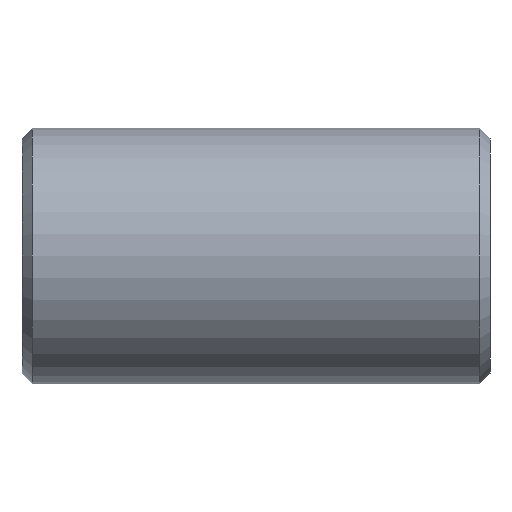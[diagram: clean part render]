
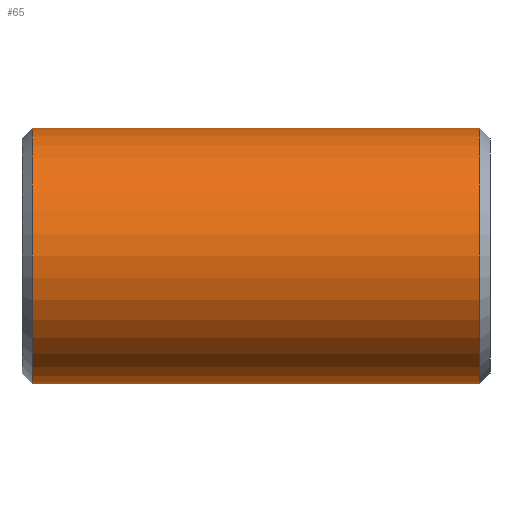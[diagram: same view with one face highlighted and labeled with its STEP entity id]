
A CAD part, front view. The second image highlights one B-rep face of the part: STEP entity #65.
In plain terms, the highlighted cylindrical face has radius 57.15 mm (diameter 114.3 mm), a partial arc.
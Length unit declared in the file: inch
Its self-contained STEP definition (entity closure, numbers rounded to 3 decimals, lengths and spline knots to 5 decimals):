
#12 = VECTOR ( 'NONE', #50, 39.37008 ) ;
#26 = ORIENTED_EDGE ( 'NONE', *, *, #318, .T. ) ;
#27 = AXIS2_PLACEMENT_3D ( 'NONE', #475, #725, #171 ) ;
#50 = DIRECTION ( 'NONE',  ( -1., 0., 0. ) ) ;
#65 = ADVANCED_FACE ( 'NONE', ( #598 ), #462, .T. ) ;
#72 = DIRECTION ( 'NONE',  ( 0., 0., -1. ) ) ;
#75 = DIRECTION ( 'NONE',  ( 0., 0., 1. ) ) ;
#79 = AXIS2_PLACEMENT_3D ( 'NONE', #266, #573, #72 ) ;
#99 = VERTEX_POINT ( 'NONE', #652 ) ;
#141 = CARTESIAN_POINT ( 'NONE',  ( -3.943, 0., -2.25 ) ) ;
#149 = ORIENTED_EDGE ( 'NONE', *, *, #686, .T. ) ;
#156 = CIRCLE ( 'NONE', #79, 2.25 ) ;
#171 = DIRECTION ( 'NONE',  ( 0., 0., 1. ) ) ;
#176 = VECTOR ( 'NONE', #677, 39.37008 ) ;
#200 = EDGE_CURVE ( 'NONE', #763, #99, #431, .T. ) ;
#201 = DIRECTION ( 'NONE',  ( 1., 0., 0. ) ) ;
#229 = CARTESIAN_POINT ( 'NONE',  ( 4.12, 0., -2.25 ) ) ;
#266 = CARTESIAN_POINT ( 'NONE',  ( 3.943, 0., 0. ) ) ;
#318 = EDGE_CURVE ( 'NONE', #99, #648, #769, .T. ) ;
#352 = VERTEX_POINT ( 'NONE', #447 ) ;
#431 = LINE ( 'NONE', #443, #176 ) ;
#443 = CARTESIAN_POINT ( 'NONE',  ( 4.12, 0., 2.25 ) ) ;
#446 = CARTESIAN_POINT ( 'NONE',  ( 3.943, 0., 2.25 ) ) ;
#447 = CARTESIAN_POINT ( 'NONE',  ( 3.943, 0., -2.25 ) ) ;
#462 = CYLINDRICAL_SURFACE ( 'NONE', #27, 2.25 ) ;
#475 = CARTESIAN_POINT ( 'NONE',  ( 4.12, 0., 0. ) ) ;
#506 = EDGE_CURVE ( 'NONE', #352, #648, #537, .T. ) ;
#529 = ORIENTED_EDGE ( 'NONE', *, *, #200, .T. ) ;
#537 = LINE ( 'NONE', #229, #12 ) ;
#573 = DIRECTION ( 'NONE',  ( -1., 0., 0. ) ) ;
#583 = AXIS2_PLACEMENT_3D ( 'NONE', #755, #201, #75 ) ;
#598 = FACE_OUTER_BOUND ( 'NONE', #710, .T. ) ;
#648 = VERTEX_POINT ( 'NONE', #141 ) ;
#652 = CARTESIAN_POINT ( 'NONE',  ( -3.943, 0., 2.25 ) ) ;
#677 = DIRECTION ( 'NONE',  ( -1., 0., 0. ) ) ;
#686 = EDGE_CURVE ( 'NONE', #352, #763, #156, .T. ) ;
#710 = EDGE_LOOP ( 'NONE', ( #787, #149, #529, #26 ) ) ;
#725 = DIRECTION ( 'NONE',  ( -1., 0., 0. ) ) ;
#755 = CARTESIAN_POINT ( 'NONE',  ( -3.943, 0., 0. ) ) ;
#763 = VERTEX_POINT ( 'NONE', #446 ) ;
#769 = CIRCLE ( 'NONE', #583, 2.25 ) ;
#787 = ORIENTED_EDGE ( 'NONE', *, *, #506, .F. ) ;
